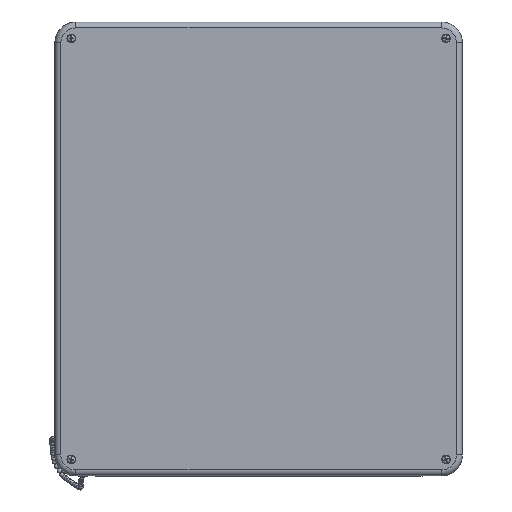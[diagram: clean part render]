
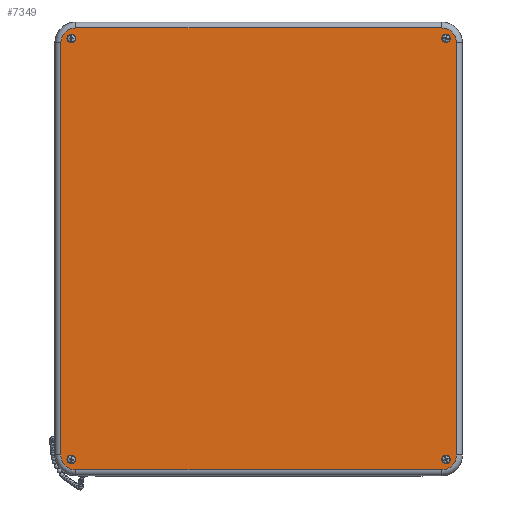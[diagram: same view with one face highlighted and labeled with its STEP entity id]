
A CAD part, top view. The second image highlights one B-rep face of the part: STEP entity #7349.
In plain terms, the highlighted planar face has unit normal (0, 0, 1).
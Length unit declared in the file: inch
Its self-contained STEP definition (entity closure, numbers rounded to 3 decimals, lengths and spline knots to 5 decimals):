
#590=LINE($,#13805,#906);
#592=LINE($,#13825,#908);
#595=LINE($,#13832,#911);
#597=LINE($,#13847,#913);
#906=VECTOR($,#9968,15.798);
#908=VECTOR($,#9992,17.798);
#911=VECTOR($,#9999,17.798);
#913=VECTOR($,#10019,15.798);
#1116=PLANE($,#8217);
#1304=FACE_BOUND($,#2473,.T.);
#1305=FACE_BOUND($,#2474,.T.);
#1306=FACE_BOUND($,#2475,.T.);
#1307=FACE_BOUND($,#2476,.T.);
#1895=FACE_OUTER_BOUND($,#2472,.T.);
#2472=EDGE_LOOP($,(#6071,#6072,#6073,#6074,#6075,#6076,#6077,#6078));
#2473=EDGE_LOOP($,(#6079));
#2474=EDGE_LOOP($,(#6080));
#2475=EDGE_LOOP($,(#6081));
#2476=EDGE_LOOP($,(#6082));
#3097=CIRCLE($,#8146,0.117);
#3099=CIRCLE($,#8149,0.117);
#3101=CIRCLE($,#8152,0.117);
#3103=CIRCLE($,#8155,0.117);
#3125=CIRCLE($,#8192,0.64628);
#3129=CIRCLE($,#8197,0.64628);
#3133=CIRCLE($,#8204,0.64628);
#3137=CIRCLE($,#8209,0.64628);
#3673=VERTEX_POINT($,#13716);
#3675=VERTEX_POINT($,#13721);
#3677=VERTEX_POINT($,#13726);
#3679=VERTEX_POINT($,#13731);
#3702=VERTEX_POINT($,#13802);
#3703=VERTEX_POINT($,#13804);
#3706=VERTEX_POINT($,#13811);
#3707=VERTEX_POINT($,#13816);
#3710=VERTEX_POINT($,#13823);
#3711=VERTEX_POINT($,#13828);
#3714=VERTEX_POINT($,#13835);
#3715=VERTEX_POINT($,#13840);
#4514=EDGE_CURVE($,#3673,#3673,#3097,.T.);
#4516=EDGE_CURVE($,#3675,#3675,#3099,.T.);
#4518=EDGE_CURVE($,#3677,#3677,#3101,.T.);
#4520=EDGE_CURVE($,#3679,#3679,#3103,.T.);
#4555=EDGE_CURVE($,#3702,#3703,#590,.T.);
#4559=EDGE_CURVE($,#3706,#3702,#3125,.T.);
#4563=EDGE_CURVE($,#3703,#3707,#3129,.T.);
#4565=EDGE_CURVE($,#3710,#3706,#592,.T.);
#4569=EDGE_CURVE($,#3707,#3711,#595,.T.);
#4571=EDGE_CURVE($,#3714,#3710,#3133,.T.);
#4575=EDGE_CURVE($,#3711,#3715,#3137,.T.);
#4577=EDGE_CURVE($,#3715,#3714,#597,.T.);
#6071=ORIENTED_EDGE($,*,*,#4555,.F.);
#6072=ORIENTED_EDGE($,*,*,#4559,.F.);
#6073=ORIENTED_EDGE($,*,*,#4565,.F.);
#6074=ORIENTED_EDGE($,*,*,#4571,.F.);
#6075=ORIENTED_EDGE($,*,*,#4577,.F.);
#6076=ORIENTED_EDGE($,*,*,#4575,.F.);
#6077=ORIENTED_EDGE($,*,*,#4569,.F.);
#6078=ORIENTED_EDGE($,*,*,#4563,.F.);
#6079=ORIENTED_EDGE($,*,*,#4514,.T.);
#6080=ORIENTED_EDGE($,*,*,#4516,.T.);
#6081=ORIENTED_EDGE($,*,*,#4518,.T.);
#6082=ORIENTED_EDGE($,*,*,#4520,.T.);
#7349=ADVANCED_FACE($,(#1895,#1304,#1305,#1306,#1307),#1116,.T.);
#8146=AXIS2_PLACEMENT_3D($,#13717,#9867,#9868);
#8149=AXIS2_PLACEMENT_3D($,#13722,#9873,#9874);
#8152=AXIS2_PLACEMENT_3D($,#13727,#9879,#9880);
#8155=AXIS2_PLACEMENT_3D($,#13732,#9885,#9886);
#8192=AXIS2_PLACEMENT_3D($,#13813,#9976,#9977);
#8197=AXIS2_PLACEMENT_3D($,#13820,#9986,#9987);
#8204=AXIS2_PLACEMENT_3D($,#13837,#10004,#10005);
#8209=AXIS2_PLACEMENT_3D($,#13844,#10014,#10015);
#8217=AXIS2_PLACEMENT_3D($,#13866,#10039,#10040);
#9867=DIRECTION('center_axis',(0.,0.,-1.));
#9868=DIRECTION('ref_axis',(1.,0.,0.));
#9873=DIRECTION('center_axis',(0.,0.,-1.));
#9874=DIRECTION('ref_axis',(1.,0.,0.));
#9879=DIRECTION('center_axis',(0.,0.,-1.));
#9880=DIRECTION('ref_axis',(1.,0.,0.));
#9885=DIRECTION('center_axis',(0.,0.,-1.));
#9886=DIRECTION('ref_axis',(1.,0.,0.));
#9968=DIRECTION($,(1.,0.,0.));
#9976=DIRECTION('center_axis',(0.,0.,-1.));
#9977=DIRECTION('ref_axis',(-0.707,0.707,0.));
#9986=DIRECTION('center_axis',(0.,0.,-1.));
#9987=DIRECTION('ref_axis',(0.707,0.707,0.));
#9992=DIRECTION($,(0.,1.,0.));
#9999=DIRECTION($,(0.,-1.,0.));
#10004=DIRECTION('center_axis',(0.,0.,-1.));
#10005=DIRECTION('ref_axis',(-0.707,-0.707,0.));
#10014=DIRECTION('center_axis',(0.,0.,-1.));
#10015=DIRECTION('ref_axis',(0.707,-0.707,0.));
#10019=DIRECTION($,(-1.,0.,0.));
#10039=DIRECTION('center_axis',(0.,0.,1.));
#10040=DIRECTION('ref_axis',(1.,0.,0.));
#13716=CARTESIAN_POINT('',(8.21075,-9.09375,0.81));
#13717=CARTESIAN_POINT('Origin',(8.09375,-9.09375,0.81));
#13721=CARTESIAN_POINT('',(8.21075,9.09375,0.81));
#13722=CARTESIAN_POINT('Origin',(8.09375,9.09375,0.81));
#13726=CARTESIAN_POINT('',(-7.97675,-9.09375,0.81));
#13727=CARTESIAN_POINT('Origin',(-8.09375,-9.09375,0.81));
#13731=CARTESIAN_POINT('',(-7.97675,9.09375,0.81));
#13732=CARTESIAN_POINT('Origin',(-8.09375,9.09375,0.81));
#13802=CARTESIAN_POINT('',(-7.899,9.54528,0.81));
#13804=CARTESIAN_POINT('',(7.899,9.54528,0.81));
#13805=CARTESIAN_POINT($,(-7.899,9.54528,0.81));
#13811=CARTESIAN_POINT('',(-8.54528,8.899,0.81));
#13813=CARTESIAN_POINT('Origin',(-7.899,8.899,0.81));
#13816=CARTESIAN_POINT('',(8.54528,8.899,0.81));
#13820=CARTESIAN_POINT('Origin',(7.899,8.899,0.81));
#13823=CARTESIAN_POINT('',(-8.54528,-8.899,0.81));
#13825=CARTESIAN_POINT($,(-8.54528,-8.899,0.81));
#13828=CARTESIAN_POINT('',(8.54528,-8.899,0.81));
#13832=CARTESIAN_POINT($,(8.54528,8.899,0.81));
#13835=CARTESIAN_POINT('',(-7.899,-9.54528,0.81));
#13837=CARTESIAN_POINT('Origin',(-7.899,-8.899,0.81));
#13840=CARTESIAN_POINT('',(7.899,-9.54528,0.81));
#13844=CARTESIAN_POINT('Origin',(7.899,-8.899,0.81));
#13847=CARTESIAN_POINT($,(7.899,-9.54528,0.81));
#13866=CARTESIAN_POINT('Origin',(0.,0.,0.81));
